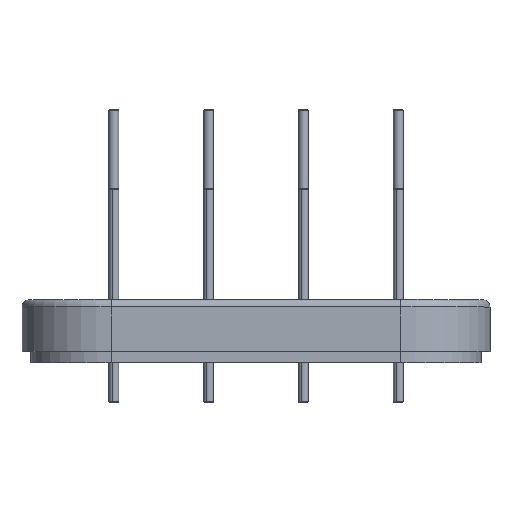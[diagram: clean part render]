
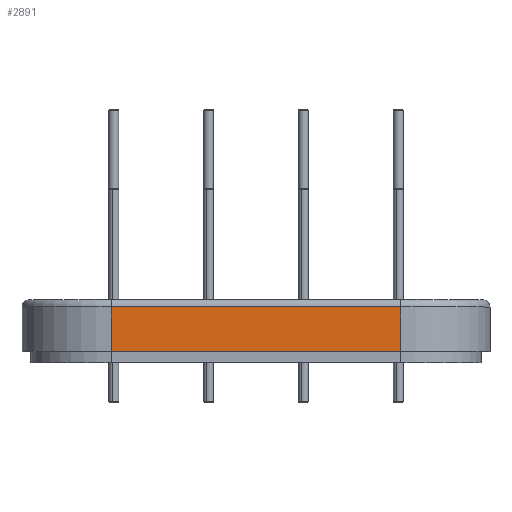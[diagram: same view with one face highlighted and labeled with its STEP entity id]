
A CAD part, top view. The second image highlights one B-rep face of the part: STEP entity #2891.
In plain terms, the highlighted planar face has unit normal (0, 0, 1).
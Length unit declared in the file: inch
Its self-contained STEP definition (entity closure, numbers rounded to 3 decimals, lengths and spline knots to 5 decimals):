
#176 = VERTEX_POINT ( 'NONE', #1463 ) ;
#269 = CARTESIAN_POINT ( 'NONE',  ( 0.195, 0.07, 0.138 ) ) ;
#709 = CARTESIAN_POINT ( 'NONE',  ( -0.3155, 0.07, 0.138 ) ) ;
#837 = ORIENTED_EDGE ( 'NONE', *, *, #3606, .T. ) ;
#1068 = EDGE_CURVE ( 'NONE', #3834, #1580, #1912, .T. ) ;
#1163 = DIRECTION ( 'NONE',  ( 0., -1., 0. ) ) ;
#1231 = CARTESIAN_POINT ( 'NONE',  ( -0.195, 0.06, 0.138 ) ) ;
#1409 = FACE_OUTER_BOUND ( 'NONE', #2350, .T. ) ;
#1452 = DIRECTION ( 'NONE',  ( -1., 0., 0. ) ) ;
#1463 = CARTESIAN_POINT ( 'NONE',  ( 0.195, 0.06, 0.138 ) ) ;
#1528 = ORIENTED_EDGE ( 'NONE', *, *, #1068, .T. ) ;
#1580 = VERTEX_POINT ( 'NONE', #1969 ) ;
#1834 = VERTEX_POINT ( 'NONE', #3033 ) ;
#1912 = LINE ( 'NONE', #2275, #4145 ) ;
#1915 = ORIENTED_EDGE ( 'NONE', *, *, #3822, .T. ) ;
#1949 = LINE ( 'NONE', #1231, #1994 ) ;
#1969 = CARTESIAN_POINT ( 'NONE',  ( 0.195, 0., 0.138 ) ) ;
#1994 = VECTOR ( 'NONE', #3252, 39.37008 ) ;
#2088 = ORIENTED_EDGE ( 'NONE', *, *, #3705, .T. ) ;
#2099 = DIRECTION ( 'NONE',  ( 0., 0., -1. ) ) ;
#2275 = CARTESIAN_POINT ( 'NONE',  ( -0.3155, 0., 0.138 ) ) ;
#2350 = EDGE_LOOP ( 'NONE', ( #1915, #2088, #837, #1528 ) ) ;
#2634 = DIRECTION ( 'NONE',  ( 0., 1., 0. ) ) ;
#2727 = PLANE ( 'NONE',  #4010 ) ;
#2891 = ADVANCED_FACE ( 'NONE', ( #1409 ), #2727, .F. ) ;
#3033 = CARTESIAN_POINT ( 'NONE',  ( -0.195, 0.06, 0.138 ) ) ;
#3095 = VECTOR ( 'NONE', #1163, 39.37008 ) ;
#3183 = VECTOR ( 'NONE', #2634, 39.37008 ) ;
#3252 = DIRECTION ( 'NONE',  ( -1., 0., 0. ) ) ;
#3476 = CARTESIAN_POINT ( 'NONE',  ( -0.195, 0.07, 0.138 ) ) ;
#3606 = EDGE_CURVE ( 'NONE', #1834, #3834, #3842, .T. ) ;
#3612 = DIRECTION ( 'NONE',  ( 1., 0., 0. ) ) ;
#3705 = EDGE_CURVE ( 'NONE', #176, #1834, #1949, .T. ) ;
#3822 = EDGE_CURVE ( 'NONE', #1580, #176, #4303, .T. ) ;
#3834 = VERTEX_POINT ( 'NONE', #3884 ) ;
#3842 = LINE ( 'NONE', #3476, #3095 ) ;
#3884 = CARTESIAN_POINT ( 'NONE',  ( -0.195, 0., 0.138 ) ) ;
#4010 = AXIS2_PLACEMENT_3D ( 'NONE', #709, #2099, #1452 ) ;
#4145 = VECTOR ( 'NONE', #3612, 39.37008 ) ;
#4303 = LINE ( 'NONE', #269, #3183 ) ;
